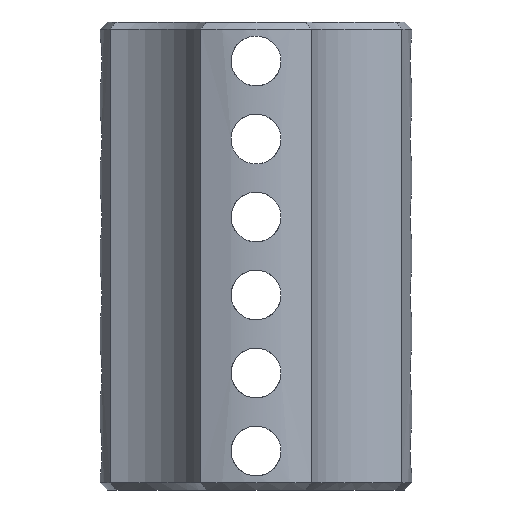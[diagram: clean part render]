
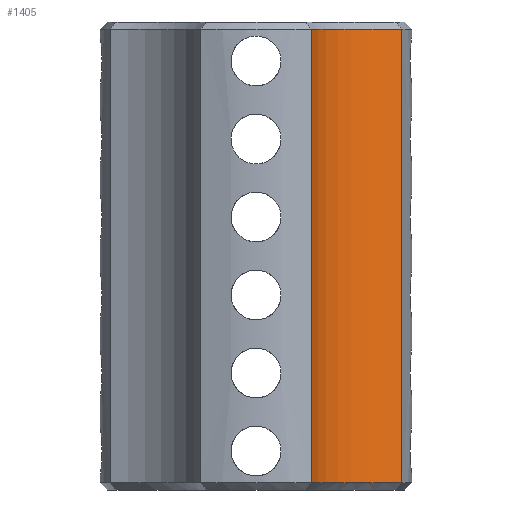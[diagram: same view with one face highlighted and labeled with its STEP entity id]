
A CAD part, front view. The second image highlights one B-rep face of the part: STEP entity #1405.
In plain terms, the highlighted cylindrical face has radius 5 mm (diameter 10 mm), a partial arc.
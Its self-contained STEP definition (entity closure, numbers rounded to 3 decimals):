
#21 = EDGE_CURVE('',#22,#24,#26,.T.);
#22 = VERTEX_POINT('',#23);
#23 = CARTESIAN_POINT('',(5.841,-2.225,0.3));
#24 = VERTEX_POINT('',#25);
#25 = CARTESIAN_POINT('',(5.841,-2.225,18.45));
#26 = SURFACE_CURVE('',#27,(#31,#43),.PCURVE_S1.);
#27 = LINE('',#28,#29);
#28 = CARTESIAN_POINT('',(5.841,-2.225,0.));
#29 = VECTOR('',#30,1.);
#30 = DIRECTION('',(0.,0.,1.));
#31 = PCURVE('',#32,#37);
#32 = CYLINDRICAL_SURFACE('',#33,6.25);
#33 = AXIS2_PLACEMENT_3D('',#34,#35,#36);
#34 = CARTESIAN_POINT('',(0.,0.,0.));
#35 = DIRECTION('',(-0.,-0.,-1.));
#36 = DIRECTION('',(1.,0.,0.));
#37 = DEFINITIONAL_REPRESENTATION('',(#38),#42);
#38 = LINE('',#39,#40);
#39 = CARTESIAN_POINT('',(-5.919,0.));
#40 = VECTOR('',#41,1.);
#41 = DIRECTION('',(-0.,-1.));
#42 = ( GEOMETRIC_REPRESENTATION_CONTEXT(2) 
PARAMETRIC_REPRESENTATION_CONTEXT() REPRESENTATION_CONTEXT('2D SPACE',''
  ) );
#43 = PCURVE('',#44,#49);
#44 = CYLINDRICAL_SURFACE('',#45,5.);
#45 = AXIS2_PLACEMENT_3D('',#46,#47,#48);
#46 = CARTESIAN_POINT('',(7.071,-7.071,0.));
#47 = DIRECTION('',(-0.,-0.,-1.));
#48 = DIRECTION('',(1.,0.,0.));
#49 = DEFINITIONAL_REPRESENTATION('',(#50),#54);
#50 = LINE('',#51,#52);
#51 = CARTESIAN_POINT('',(-1.819,0.));
#52 = VECTOR('',#53,1.);
#53 = DIRECTION('',(-0.,-1.));
#54 = ( GEOMETRIC_REPRESENTATION_CONTEXT(2) 
PARAMETRIC_REPRESENTATION_CONTEXT() REPRESENTATION_CONTEXT('2D SPACE',''
  ) );
#1405 = ADVANCED_FACE('',(#1406),#44,.F.);
#1406 = FACE_BOUND('',#1407,.T.);
#1407 = EDGE_LOOP('',(#1408,#1409,#1438,#1466));
#1408 = ORIENTED_EDGE('',*,*,#21,.T.);
#1409 = ORIENTED_EDGE('',*,*,#1410,.T.);
#1410 = EDGE_CURVE('',#24,#1411,#1413,.T.);
#1411 = VERTEX_POINT('',#1412);
#1412 = CARTESIAN_POINT('',(2.225,-5.841,18.45));
#1413 = SURFACE_CURVE('',#1414,(#1419,#1426),.PCURVE_S1.);
#1414 = CIRCLE('',#1415,5.);
#1415 = AXIS2_PLACEMENT_3D('',#1416,#1417,#1418);
#1416 = CARTESIAN_POINT('',(7.071,-7.071,18.45));
#1417 = DIRECTION('',(0.,0.,1.));
#1418 = DIRECTION('',(-0.246,0.969,0.));
#1419 = PCURVE('',#44,#1420);
#1420 = DEFINITIONAL_REPRESENTATION('',(#1421),#1425);
#1421 = LINE('',#1422,#1423);
#1422 = CARTESIAN_POINT('',(-1.819,-18.45));
#1423 = VECTOR('',#1424,1.);
#1424 = DIRECTION('',(-1.,0.));
#1425 = ( GEOMETRIC_REPRESENTATION_CONTEXT(2) 
PARAMETRIC_REPRESENTATION_CONTEXT() REPRESENTATION_CONTEXT('2D SPACE',''
  ) );
#1426 = PCURVE('',#1427,#1432);
#1427 = CONICAL_SURFACE('',#1428,5.,0.785);
#1428 = AXIS2_PLACEMENT_3D('',#1429,#1430,#1431);
#1429 = CARTESIAN_POINT('',(7.071,-7.071,18.45));
#1430 = DIRECTION('',(0.,0.,1.));
#1431 = DIRECTION('',(-0.246,0.969,0.));
#1432 = DEFINITIONAL_REPRESENTATION('',(#1433),#1437);
#1433 = LINE('',#1434,#1435);
#1434 = CARTESIAN_POINT('',(0.,0.));
#1435 = VECTOR('',#1436,1.);
#1436 = DIRECTION('',(1.,0.));
#1437 = ( GEOMETRIC_REPRESENTATION_CONTEXT(2) 
PARAMETRIC_REPRESENTATION_CONTEXT() REPRESENTATION_CONTEXT('2D SPACE',''
  ) );
#1438 = ORIENTED_EDGE('',*,*,#1439,.F.);
#1439 = EDGE_CURVE('',#1440,#1411,#1442,.T.);
#1440 = VERTEX_POINT('',#1441);
#1441 = CARTESIAN_POINT('',(2.225,-5.841,0.3));
#1442 = SURFACE_CURVE('',#1443,(#1447,#1454),.PCURVE_S1.);
#1443 = LINE('',#1444,#1445);
#1444 = CARTESIAN_POINT('',(2.225,-5.841,0.));
#1445 = VECTOR('',#1446,1.);
#1446 = DIRECTION('',(0.,0.,1.));
#1447 = PCURVE('',#44,#1448);
#1448 = DEFINITIONAL_REPRESENTATION('',(#1449),#1453);
#1449 = LINE('',#1450,#1451);
#1450 = CARTESIAN_POINT('',(-2.893,0.));
#1451 = VECTOR('',#1452,1.);
#1452 = DIRECTION('',(-0.,-1.));
#1453 = ( GEOMETRIC_REPRESENTATION_CONTEXT(2) 
PARAMETRIC_REPRESENTATION_CONTEXT() REPRESENTATION_CONTEXT('2D SPACE',''
  ) );
#1454 = PCURVE('',#1455,#1460);
#1455 = CYLINDRICAL_SURFACE('',#1456,6.25);
#1456 = AXIS2_PLACEMENT_3D('',#1457,#1458,#1459);
#1457 = CARTESIAN_POINT('',(0.,0.,0.));
#1458 = DIRECTION('',(-0.,-0.,-1.));
#1459 = DIRECTION('',(1.,0.,0.));
#1460 = DEFINITIONAL_REPRESENTATION('',(#1461),#1465);
#1461 = LINE('',#1462,#1463);
#1462 = CARTESIAN_POINT('',(-5.076,0.));
#1463 = VECTOR('',#1464,1.);
#1464 = DIRECTION('',(-0.,-1.));
#1465 = ( GEOMETRIC_REPRESENTATION_CONTEXT(2) 
PARAMETRIC_REPRESENTATION_CONTEXT() REPRESENTATION_CONTEXT('2D SPACE',''
  ) );
#1466 = ORIENTED_EDGE('',*,*,#1467,.F.);
#1467 = EDGE_CURVE('',#22,#1440,#1468,.T.);
#1468 = SURFACE_CURVE('',#1469,(#1474,#1481),.PCURVE_S1.);
#1469 = CIRCLE('',#1470,5.);
#1470 = AXIS2_PLACEMENT_3D('',#1471,#1472,#1473);
#1471 = CARTESIAN_POINT('',(7.071,-7.071,0.3));
#1472 = DIRECTION('',(0.,0.,1.));
#1473 = DIRECTION('',(-0.246,0.969,0.));
#1474 = PCURVE('',#44,#1475);
#1475 = DEFINITIONAL_REPRESENTATION('',(#1476),#1480);
#1476 = LINE('',#1477,#1478);
#1477 = CARTESIAN_POINT('',(-1.819,-0.3));
#1478 = VECTOR('',#1479,1.);
#1479 = DIRECTION('',(-1.,0.));
#1480 = ( GEOMETRIC_REPRESENTATION_CONTEXT(2) 
PARAMETRIC_REPRESENTATION_CONTEXT() REPRESENTATION_CONTEXT('2D SPACE',''
  ) );
#1481 = PCURVE('',#1482,#1487);
#1482 = CONICAL_SURFACE('',#1483,5.,0.785);
#1483 = AXIS2_PLACEMENT_3D('',#1484,#1485,#1486);
#1484 = CARTESIAN_POINT('',(7.071,-7.071,0.3));
#1485 = DIRECTION('',(-0.,-0.,-1.));
#1486 = DIRECTION('',(-0.246,0.969,0.));
#1487 = DEFINITIONAL_REPRESENTATION('',(#1488),#1492);
#1488 = LINE('',#1489,#1490);
#1489 = CARTESIAN_POINT('',(-0.,0.));
#1490 = VECTOR('',#1491,1.);
#1491 = DIRECTION('',(-1.,0.));
#1492 = ( GEOMETRIC_REPRESENTATION_CONTEXT(2) 
PARAMETRIC_REPRESENTATION_CONTEXT() REPRESENTATION_CONTEXT('2D SPACE',''
  ) );
